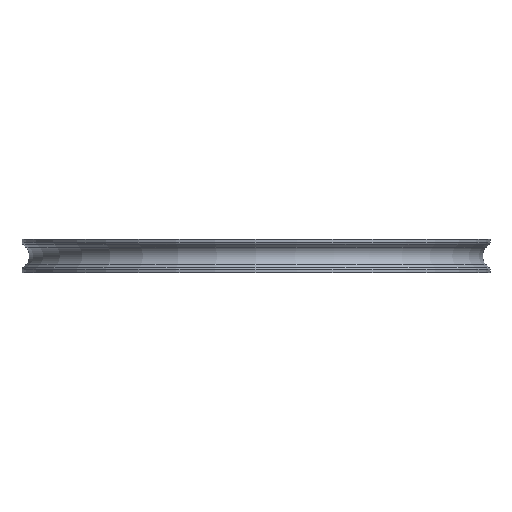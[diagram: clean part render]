
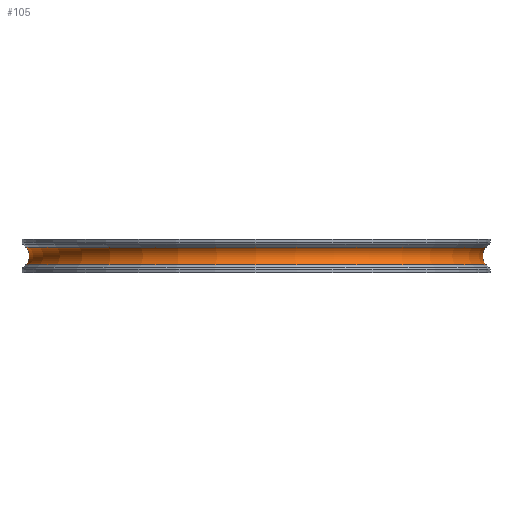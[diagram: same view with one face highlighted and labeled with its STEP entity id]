
A CAD part, front view. The second image highlights one B-rep face of the part: STEP entity #105.
In plain terms, the highlighted toroidal (fillet/blend) face has major radius 38 mm and minor radius 2 mm.
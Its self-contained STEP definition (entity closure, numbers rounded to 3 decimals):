
#105=ADVANCED_FACE('',(#514,#516),#518,.F.);
#514=FACE_OUTER_BOUND('',#515,.T.);
#515=EDGE_LOOP('',(#793));
#516=FACE_OUTER_BOUND('',#517,.T.);
#517=EDGE_LOOP('',(#794));
#518=TOROIDAL_SURFACE('',#519,38.,2.);
#519=AXIS2_PLACEMENT_3D('',#520,#521,#522);
#520=CARTESIAN_POINT('',(0.,0.,0.));
#521=DIRECTION('',(0.,0.,-1.));
#522=DIRECTION('',(0.,1.,0.));
#793=ORIENTED_EDGE('',*,*,#930,.T.);
#794=ORIENTED_EDGE('',*,*,#929,.F.);
#929=EDGE_CURVE('',#1157,#1157,#1158,.T.);
#930=EDGE_CURVE('',#1159,#1159,#1160,.T.);
#1157=VERTEX_POINT('',#1711);
#1158=CIRCLE('',#1712,36.586);
#1159=VERTEX_POINT('',#1716);
#1160=CIRCLE('',#1717,36.586);
#1711=CARTESIAN_POINT('',(0.,36.586,-1.414));
#1712=AXIS2_PLACEMENT_3D('',#1713,#1714,#1715);
#1713=CARTESIAN_POINT('',(0.,0.,-1.414));
#1714=DIRECTION('',(0.,0.,-1.));
#1715=DIRECTION('',(0.,1.,0.));
#1716=CARTESIAN_POINT('',(0.,36.586,1.414));
#1717=AXIS2_PLACEMENT_3D('',#1718,#1719,#1720);
#1718=CARTESIAN_POINT('',(0.,0.,1.414));
#1719=DIRECTION('',(0.,0.,-1.));
#1720=DIRECTION('',(0.,1.,0.));
